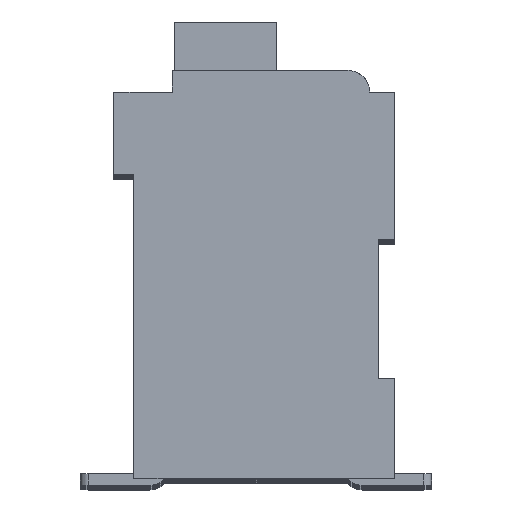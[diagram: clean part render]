
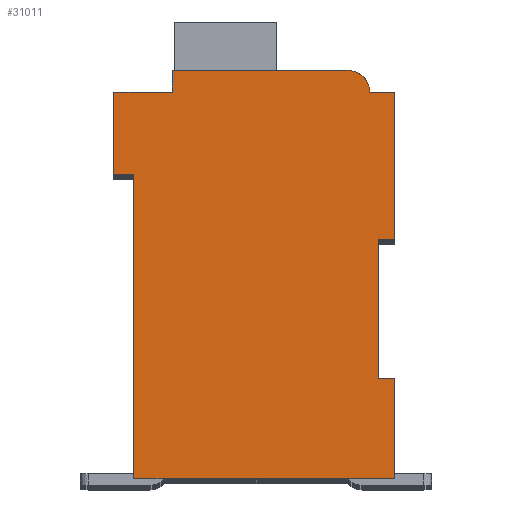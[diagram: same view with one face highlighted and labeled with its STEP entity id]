
A CAD part, top view. The second image highlights one B-rep face of the part: STEP entity #31011.
In plain terms, the highlighted planar face has unit normal (0, 0, 1).
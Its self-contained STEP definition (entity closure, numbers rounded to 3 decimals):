
#4916=DIRECTION('',(1.,0.,0.));
#4917=VECTOR('',#4916,0.5);
#4918=CARTESIAN_POINT('',(7.3,7.15,2.1));
#4919=LINE('',#4918,#4917);
#4920=DIRECTION('',(0.,1.,0.));
#4921=VECTOR('',#4920,4.15);
#4922=CARTESIAN_POINT('',(7.3,3.,2.1));
#4923=LINE('',#4922,#4921);
#4924=DIRECTION('',(-1.,0.,0.));
#4925=VECTOR('',#4924,0.5);
#4926=CARTESIAN_POINT('',(7.8,3.,2.1));
#4927=LINE('',#4926,#4925);
#4928=DIRECTION('',(0.,1.,0.));
#4929=VECTOR('',#4928,3.);
#4930=CARTESIAN_POINT('',(7.8,0.,2.1));
#4931=LINE('',#4930,#4929);
#4932=DIRECTION('',(1.,0.,0.));
#4933=VECTOR('',#4932,7.8);
#4934=CARTESIAN_POINT('',(0.,0.,2.1));
#4935=LINE('',#4934,#4933);
#4936=DIRECTION('',(0.,-1.,0.));
#4937=VECTOR('',#4936,9.1);
#4938=CARTESIAN_POINT('',(0.,9.1,2.1));
#4939=LINE('',#4938,#4937);
#4940=DIRECTION('',(1.,0.,0.));
#4941=VECTOR('',#4940,0.6);
#4942=CARTESIAN_POINT('',(-0.6,9.1,2.1));
#4943=LINE('',#4942,#4941);
#4944=DIRECTION('',(0.,-1.,0.));
#4945=VECTOR('',#4944,2.45);
#4946=CARTESIAN_POINT('',(-0.6,11.55,2.1));
#4947=LINE('',#4946,#4945);
#4948=DIRECTION('',(-1.,0.,0.));
#4949=VECTOR('',#4948,1.75);
#4950=CARTESIAN_POINT('',(1.15,11.55,2.1));
#4951=LINE('',#4950,#4949);
#4952=DIRECTION('',(0.,-1.,0.));
#4953=VECTOR('',#4952,0.65);
#4954=CARTESIAN_POINT('',(1.15,12.2,2.1));
#4955=LINE('',#4954,#4953);
#4956=DIRECTION('',(-1.,0.,0.));
#4957=VECTOR('',#4956,5.25);
#4958=CARTESIAN_POINT('',(6.4,12.2,2.1));
#4959=LINE('',#4958,#4957);
#4960=CARTESIAN_POINT('',(6.4,11.55,2.1));
#4961=DIRECTION('',(0.,0.,1.));
#4962=DIRECTION('',(1.,0.,0.));
#4963=AXIS2_PLACEMENT_3D('',#4960,#4961,#4962);
#4965=DIRECTION('',(-1.,0.,0.));
#4966=VECTOR('',#4965,0.75);
#4967=CARTESIAN_POINT('',(7.8,11.55,2.1));
#4968=LINE('',#4967,#4966);
#4969=DIRECTION('',(0.,1.,0.));
#4970=VECTOR('',#4969,4.4);
#4971=CARTESIAN_POINT('',(7.8,7.15,2.1));
#4972=LINE('',#4971,#4970);
#20539=CARTESIAN_POINT('',(7.3,7.15,2.1));
#20540=CARTESIAN_POINT('',(7.8,7.15,2.1));
#20541=VERTEX_POINT('',#20539);
#20542=VERTEX_POINT('',#20540);
#20543=CARTESIAN_POINT('',(7.8,11.55,2.1));
#20544=VERTEX_POINT('',#20543);
#20545=CARTESIAN_POINT('',(7.05,11.55,2.1));
#20546=VERTEX_POINT('',#20545);
#20547=CARTESIAN_POINT('',(6.4,12.2,2.1));
#20548=VERTEX_POINT('',#20547);
#20549=CARTESIAN_POINT('',(1.15,12.2,2.1));
#20550=VERTEX_POINT('',#20549);
#20551=CARTESIAN_POINT('',(1.15,11.55,2.1));
#20552=VERTEX_POINT('',#20551);
#20553=CARTESIAN_POINT('',(-0.6,11.55,2.1));
#20554=VERTEX_POINT('',#20553);
#20555=CARTESIAN_POINT('',(-0.6,9.1,2.1));
#20556=VERTEX_POINT('',#20555);
#20557=CARTESIAN_POINT('',(0.,9.1,2.1));
#20558=VERTEX_POINT('',#20557);
#20559=CARTESIAN_POINT('',(0.,0.,2.1));
#20560=VERTEX_POINT('',#20559);
#20561=CARTESIAN_POINT('',(7.8,0.,2.1));
#20562=VERTEX_POINT('',#20561);
#20563=CARTESIAN_POINT('',(7.8,3.,2.1));
#20564=VERTEX_POINT('',#20563);
#20565=CARTESIAN_POINT('',(7.3,3.,2.1));
#20566=VERTEX_POINT('',#20565);
#30987=CARTESIAN_POINT('',(0.,0.,2.1));
#30988=DIRECTION('',(0.,0.,1.));
#30989=DIRECTION('',(1.,0.,0.));
#30990=AXIS2_PLACEMENT_3D('',#30987,#30988,#30989);
#30991=PLANE('',#30990);
#30992=ORIENTED_EDGE('',*,*,#26948,.F.);
#30993=ORIENTED_EDGE('',*,*,#27957,.F.);
#30995=ORIENTED_EDGE('',*,*,#30994,.F.);
#30997=ORIENTED_EDGE('',*,*,#30996,.F.);
#30999=ORIENTED_EDGE('',*,*,#30998,.F.);
#31000=ORIENTED_EDGE('',*,*,#28314,.F.);
#31001=ORIENTED_EDGE('',*,*,#28514,.F.);
#31002=ORIENTED_EDGE('',*,*,#28878,.F.);
#31003=ORIENTED_EDGE('',*,*,#29247,.F.);
#31004=ORIENTED_EDGE('',*,*,#29316,.F.);
#31005=ORIENTED_EDGE('',*,*,#29844,.F.);
#31006=ORIENTED_EDGE('',*,*,#30649,.F.);
#31007=ORIENTED_EDGE('',*,*,#30449,.F.);
#31008=ORIENTED_EDGE('',*,*,#27493,.F.);
#31009=EDGE_LOOP('',(#30992,#30993,#30995,#30997,#30999,#31000,#31001,#31002,
#31003,#31004,#31005,#31006,#31007,#31008));
#31010=FACE_OUTER_BOUND('',#31009,.F.);
#4964=CIRCLE('',#4963,0.65);
#26948=EDGE_CURVE('',#20541,#20542,#4919,.T.);
#27493=EDGE_CURVE('',#20542,#20544,#4972,.T.);
#27957=EDGE_CURVE('',#20566,#20541,#4923,.T.);
#28314=EDGE_CURVE('',#20558,#20560,#4939,.T.);
#28514=EDGE_CURVE('',#20556,#20558,#4943,.T.);
#28878=EDGE_CURVE('',#20554,#20556,#4947,.T.);
#29247=EDGE_CURVE('',#20552,#20554,#4951,.T.);
#29316=EDGE_CURVE('',#20550,#20552,#4955,.T.);
#29844=EDGE_CURVE('',#20548,#20550,#4959,.T.);
#30449=EDGE_CURVE('',#20544,#20546,#4968,.T.);
#30649=EDGE_CURVE('',#20546,#20548,#4964,.T.);
#30994=EDGE_CURVE('',#20564,#20566,#4927,.T.);
#30996=EDGE_CURVE('',#20562,#20564,#4931,.T.);
#30998=EDGE_CURVE('',#20560,#20562,#4935,.T.);
#31011=ADVANCED_FACE('',(#31010),#30991,.T.);
